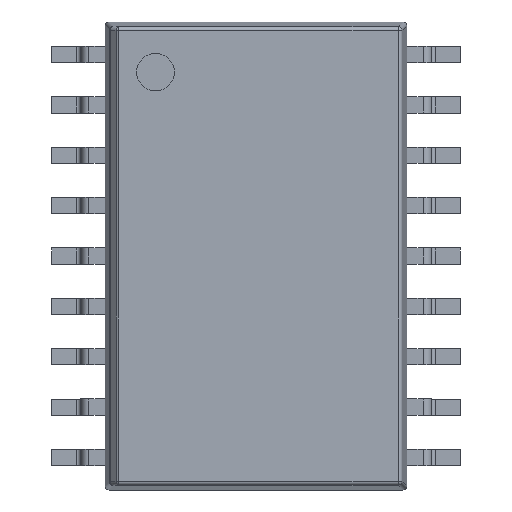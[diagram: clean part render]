
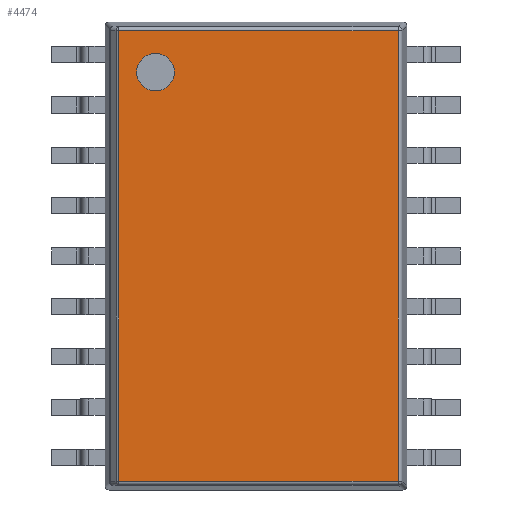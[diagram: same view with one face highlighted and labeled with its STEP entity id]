
A CAD part, top view. The second image highlights one B-rep face of the part: STEP entity #4474.
In plain terms, the highlighted planar face has unit normal (0, 0, 1).
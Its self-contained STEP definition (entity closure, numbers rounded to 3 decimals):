
#3515 = CYLINDRICAL_SURFACE('',#3516,0.1);
#3516 = AXIS2_PLACEMENT_3D('',#3517,#3518,#3519);
#3517 = CARTESIAN_POINT('',(0.3,0.219,2.55));
#3518 = DIRECTION('',(1.,0.,0.));
#3519 = DIRECTION('',(0.,-0.995,0.105));
#3664 = CYLINDRICAL_SURFACE('',#3665,0.1);
#3665 = AXIS2_PLACEMENT_3D('',#3666,#3667,#3668);
#3666 = CARTESIAN_POINT('',(0.3,11.581,2.55));
#3667 = DIRECTION('',(1.,0.,0.));
#3668 = DIRECTION('',(0.,0.995,0.105));
#3740 = CYLINDRICAL_SURFACE('',#3741,0.1);
#3741 = AXIS2_PLACEMENT_3D('',#3742,#3743,#3744);
#3742 = CARTESIAN_POINT('',(7.381,0.129,2.55));
#3743 = DIRECTION('',(0.,1.,0.));
#3744 = DIRECTION('',(0.995,0.,0.105));
#4043 = VERTEX_POINT('',#4044);
#4044 = CARTESIAN_POINT('',(7.381,0.219,2.65));
#4064 = EDGE_CURVE('',#4065,#4043,#4067,.T.);
#4065 = VERTEX_POINT('',#4066);
#4066 = CARTESIAN_POINT('',(0.341,0.219,2.65));
#4067 = SURFACE_CURVE('',#4068,(#4072,#4079),.PCURVE_S1.);
#4068 = LINE('',#4069,#4070);
#4069 = CARTESIAN_POINT('',(0.3,0.219,2.65));
#4070 = VECTOR('',#4071,1.);
#4071 = DIRECTION('',(1.,0.,0.));
#4072 = PCURVE('',#3515,#4073);
#4073 = DEFINITIONAL_REPRESENTATION('',(#4074),#4078);
#4074 = LINE('',#4075,#4076);
#4075 = CARTESIAN_POINT('',(4.817,0.));
#4076 = VECTOR('',#4077,1.);
#4077 = DIRECTION('',(0.,1.));
#4078 = ( GEOMETRIC_REPRESENTATION_CONTEXT(2) 
PARAMETRIC_REPRESENTATION_CONTEXT() REPRESENTATION_CONTEXT('2D SPACE',''
  ) );
#4079 = PCURVE('',#4080,#4085);
#4080 = PLANE('',#4081);
#4081 = AXIS2_PLACEMENT_3D('',#4082,#4083,#4084);
#4082 = CARTESIAN_POINT('',(0.,0.,2.65));
#4083 = DIRECTION('',(0.,0.,1.));
#4084 = DIRECTION('',(1.,0.,0.));
#4085 = DEFINITIONAL_REPRESENTATION('',(#4086),#4090);
#4086 = LINE('',#4087,#4088);
#4087 = CARTESIAN_POINT('',(0.3,0.219));
#4088 = VECTOR('',#4089,1.);
#4089 = DIRECTION('',(1.,0.));
#4090 = ( GEOMETRIC_REPRESENTATION_CONTEXT(2) 
PARAMETRIC_REPRESENTATION_CONTEXT() REPRESENTATION_CONTEXT('2D SPACE',''
  ) );
#4246 = VERTEX_POINT('',#4247);
#4247 = CARTESIAN_POINT('',(0.341,11.581,2.65));
#4284 = EDGE_CURVE('',#4246,#4285,#4287,.T.);
#4285 = VERTEX_POINT('',#4286);
#4286 = CARTESIAN_POINT('',(7.381,11.581,2.65));
#4287 = SURFACE_CURVE('',#4288,(#4292,#4299),.PCURVE_S1.);
#4288 = LINE('',#4289,#4290);
#4289 = CARTESIAN_POINT('',(0.3,11.581,2.65));
#4290 = VECTOR('',#4291,1.);
#4291 = DIRECTION('',(1.,0.,0.));
#4292 = PCURVE('',#3664,#4293);
#4293 = DEFINITIONAL_REPRESENTATION('',(#4294),#4298);
#4294 = LINE('',#4295,#4296);
#4295 = CARTESIAN_POINT('',(1.466,0.));
#4296 = VECTOR('',#4297,1.);
#4297 = DIRECTION('',(0.,1.));
#4298 = ( GEOMETRIC_REPRESENTATION_CONTEXT(2) 
PARAMETRIC_REPRESENTATION_CONTEXT() REPRESENTATION_CONTEXT('2D SPACE',''
  ) );
#4299 = PCURVE('',#4080,#4300);
#4300 = DEFINITIONAL_REPRESENTATION('',(#4301),#4305);
#4301 = LINE('',#4302,#4303);
#4302 = CARTESIAN_POINT('',(0.3,11.581));
#4303 = VECTOR('',#4304,1.);
#4304 = DIRECTION('',(1.,0.));
#4305 = ( GEOMETRIC_REPRESENTATION_CONTEXT(2) 
PARAMETRIC_REPRESENTATION_CONTEXT() REPRESENTATION_CONTEXT('2D SPACE',''
  ) );
#4350 = EDGE_CURVE('',#4043,#4285,#4351,.T.);
#4351 = SURFACE_CURVE('',#4352,(#4356,#4363),.PCURVE_S1.);
#4352 = LINE('',#4353,#4354);
#4353 = CARTESIAN_POINT('',(7.381,0.129,2.65));
#4354 = VECTOR('',#4355,1.);
#4355 = DIRECTION('',(0.,1.,0.));
#4356 = PCURVE('',#3740,#4357);
#4357 = DEFINITIONAL_REPRESENTATION('',(#4358),#4362);
#4358 = LINE('',#4359,#4360);
#4359 = CARTESIAN_POINT('',(4.817,0.));
#4360 = VECTOR('',#4361,1.);
#4361 = DIRECTION('',(0.,1.));
#4362 = ( GEOMETRIC_REPRESENTATION_CONTEXT(2) 
PARAMETRIC_REPRESENTATION_CONTEXT() REPRESENTATION_CONTEXT('2D SPACE',''
  ) );
#4363 = PCURVE('',#4080,#4364);
#4364 = DEFINITIONAL_REPRESENTATION('',(#4365),#4369);
#4365 = LINE('',#4366,#4367);
#4366 = CARTESIAN_POINT('',(7.381,0.129));
#4367 = VECTOR('',#4368,1.);
#4368 = DIRECTION('',(0.,1.));
#4369 = ( GEOMETRIC_REPRESENTATION_CONTEXT(2) 
PARAMETRIC_REPRESENTATION_CONTEXT() REPRESENTATION_CONTEXT('2D SPACE',''
  ) );
#4431 = CYLINDRICAL_SURFACE('',#4432,0.1);
#4432 = AXIS2_PLACEMENT_3D('',#4433,#4434,#4435);
#4433 = CARTESIAN_POINT('',(0.341,0.129,2.55));
#4434 = DIRECTION('',(0.,1.,0.));
#4435 = DIRECTION('',(-0.707,0.,0.707));
#4474 = ADVANCED_FACE('',(#4475,#4501),#4080,.T.);
#4475 = FACE_BOUND('',#4476,.T.);
#4476 = EDGE_LOOP('',(#4477,#4478,#4499,#4500));
#4477 = ORIENTED_EDGE('',*,*,#4284,.F.);
#4478 = ORIENTED_EDGE('',*,*,#4479,.F.);
#4479 = EDGE_CURVE('',#4065,#4246,#4480,.T.);
#4480 = SURFACE_CURVE('',#4481,(#4485,#4492),.PCURVE_S1.);
#4481 = LINE('',#4482,#4483);
#4482 = CARTESIAN_POINT('',(0.341,0.129,2.65));
#4483 = VECTOR('',#4484,1.);
#4484 = DIRECTION('',(0.,1.,0.));
#4485 = PCURVE('',#4080,#4486);
#4486 = DEFINITIONAL_REPRESENTATION('',(#4487),#4491);
#4487 = LINE('',#4488,#4489);
#4488 = CARTESIAN_POINT('',(0.341,0.129));
#4489 = VECTOR('',#4490,1.);
#4490 = DIRECTION('',(0.,1.));
#4491 = ( GEOMETRIC_REPRESENTATION_CONTEXT(2) 
PARAMETRIC_REPRESENTATION_CONTEXT() REPRESENTATION_CONTEXT('2D SPACE',''
  ) );
#4492 = PCURVE('',#4431,#4493);
#4493 = DEFINITIONAL_REPRESENTATION('',(#4494),#4498);
#4494 = LINE('',#4495,#4496);
#4495 = CARTESIAN_POINT('',(0.785,0.));
#4496 = VECTOR('',#4497,1.);
#4497 = DIRECTION('',(0.,1.));
#4498 = ( GEOMETRIC_REPRESENTATION_CONTEXT(2) 
PARAMETRIC_REPRESENTATION_CONTEXT() REPRESENTATION_CONTEXT('2D SPACE',''
  ) );
#4499 = ORIENTED_EDGE('',*,*,#4064,.T.);
#4500 = ORIENTED_EDGE('',*,*,#4350,.T.);
#4501 = FACE_BOUND('',#4502,.T.);
#4502 = EDGE_LOOP('',(#4503));
#4503 = ORIENTED_EDGE('',*,*,#4504,.F.);
#4504 = EDGE_CURVE('',#4505,#4505,#4507,.T.);
#4505 = VERTEX_POINT('',#4506);
#4506 = CARTESIAN_POINT('',(1.742,10.533,2.65));
#4507 = SURFACE_CURVE('',#4508,(#4513,#4520),.PCURVE_S1.);
#4508 = CIRCLE('',#4509,0.475);
#4509 = AXIS2_PLACEMENT_3D('',#4510,#4511,#4512);
#4510 = CARTESIAN_POINT('',(1.267,10.533,2.65));
#4511 = DIRECTION('',(0.,0.,1.));
#4512 = DIRECTION('',(1.,0.,0.));
#4513 = PCURVE('',#4080,#4514);
#4514 = DEFINITIONAL_REPRESENTATION('',(#4515),#4519);
#4515 = CIRCLE('',#4516,0.475);
#4516 = AXIS2_PLACEMENT_2D('',#4517,#4518);
#4517 = CARTESIAN_POINT('',(1.267,10.533));
#4518 = DIRECTION('',(1.,0.));
#4519 = ( GEOMETRIC_REPRESENTATION_CONTEXT(2) 
PARAMETRIC_REPRESENTATION_CONTEXT() REPRESENTATION_CONTEXT('2D SPACE',''
  ) );
#4520 = PCURVE('',#4521,#4526);
#4521 = CYLINDRICAL_SURFACE('',#4522,0.475);
#4522 = AXIS2_PLACEMENT_3D('',#4523,#4524,#4525);
#4523 = CARTESIAN_POINT('',(1.267,10.533,2.55));
#4524 = DIRECTION('',(0.,0.,1.));
#4525 = DIRECTION('',(1.,0.,0.));
#4526 = DEFINITIONAL_REPRESENTATION('',(#4527),#4531);
#4527 = LINE('',#4528,#4529);
#4528 = CARTESIAN_POINT('',(0.,0.1));
#4529 = VECTOR('',#4530,1.);
#4530 = DIRECTION('',(1.,0.));
#4531 = ( GEOMETRIC_REPRESENTATION_CONTEXT(2) 
PARAMETRIC_REPRESENTATION_CONTEXT() REPRESENTATION_CONTEXT('2D SPACE',''
  ) );
